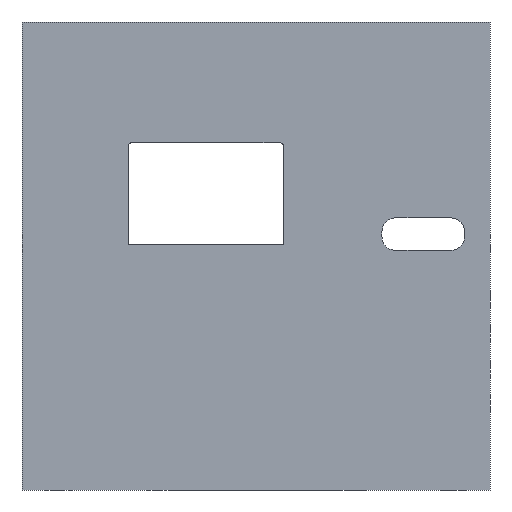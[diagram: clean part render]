
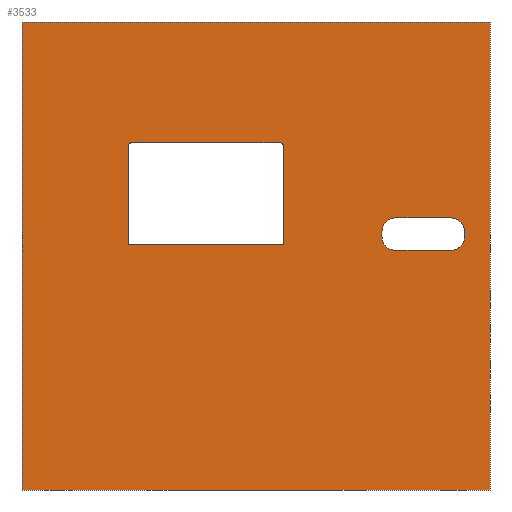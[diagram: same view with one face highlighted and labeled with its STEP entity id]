
A CAD part, front view. The second image highlights one B-rep face of the part: STEP entity #3533.
In plain terms, the highlighted planar face has unit normal (0, -1, 0).
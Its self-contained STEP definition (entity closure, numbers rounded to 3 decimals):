
#159=CIRCLE('',#3803,1.6);
#160=CIRCLE('',#3804,1.6);
#161=CIRCLE('',#3805,1.6);
#162=CIRCLE('',#3806,1.6);
#163=CIRCLE('',#3807,0.4);
#164=CIRCLE('',#3808,0.4);
#202=FACE_BOUND('',#545,.T.);
#203=FACE_BOUND('',#546,.T.);
#361=FACE_OUTER_BOUND('',#544,.T.);
#544=EDGE_LOOP('',(#2987,#2988,#2989,#2990));
#545=EDGE_LOOP('',(#2991,#2992,#2993,#2994,#2995,#2996,#2997,#2998));
#546=EDGE_LOOP('',(#2999,#3000,#3001,#3002,#3003,#3004));
#945=LINE('',#5650,#1357);
#946=LINE('',#5652,#1358);
#947=LINE('',#5654,#1359);
#948=LINE('',#5655,#1360);
#949=LINE('',#5660,#1361);
#950=LINE('',#5664,#1362);
#951=LINE('',#5668,#1363);
#952=LINE('',#5671,#1364);
#953=LINE('',#5674,#1365);
#954=LINE('',#5678,#1366);
#955=LINE('',#5682,#1367);
#956=LINE('',#5683,#1368);
#1357=VECTOR('',#4633,10.);
#1358=VECTOR('',#4634,10.);
#1359=VECTOR('',#4635,10.);
#1360=VECTOR('',#4636,10.);
#1361=VECTOR('',#4639,10.);
#1362=VECTOR('',#4642,10.);
#1363=VECTOR('',#4645,10.);
#1364=VECTOR('',#4648,10.);
#1365=VECTOR('',#4649,10.);
#1366=VECTOR('',#4652,10.);
#1367=VECTOR('',#4655,10.);
#1368=VECTOR('',#4656,10.);
#1708=VERTEX_POINT('',#5648);
#1709=VERTEX_POINT('',#5649);
#1710=VERTEX_POINT('',#5651);
#1711=VERTEX_POINT('',#5653);
#1712=VERTEX_POINT('',#5656);
#1713=VERTEX_POINT('',#5657);
#1714=VERTEX_POINT('',#5659);
#1715=VERTEX_POINT('',#5661);
#1716=VERTEX_POINT('',#5663);
#1717=VERTEX_POINT('',#5665);
#1718=VERTEX_POINT('',#5667);
#1719=VERTEX_POINT('',#5669);
#1720=VERTEX_POINT('',#5672);
#1721=VERTEX_POINT('',#5673);
#1722=VERTEX_POINT('',#5675);
#1723=VERTEX_POINT('',#5677);
#1724=VERTEX_POINT('',#5679);
#1725=VERTEX_POINT('',#5681);
#2177=EDGE_CURVE('',#1708,#1709,#945,.T.);
#2178=EDGE_CURVE('',#1710,#1708,#946,.T.);
#2179=EDGE_CURVE('',#1711,#1710,#947,.T.);
#2180=EDGE_CURVE('',#1709,#1711,#948,.T.);
#2181=EDGE_CURVE('',#1712,#1713,#159,.T.);
#2182=EDGE_CURVE('',#1713,#1714,#949,.T.);
#2183=EDGE_CURVE('',#1714,#1715,#160,.T.);
#2184=EDGE_CURVE('',#1715,#1716,#950,.T.);
#2185=EDGE_CURVE('',#1716,#1717,#161,.T.);
#2186=EDGE_CURVE('',#1717,#1718,#951,.T.);
#2187=EDGE_CURVE('',#1718,#1719,#162,.T.);
#2188=EDGE_CURVE('',#1719,#1712,#952,.T.);
#2189=EDGE_CURVE('',#1720,#1721,#953,.T.);
#2190=EDGE_CURVE('',#1721,#1722,#163,.T.);
#2191=EDGE_CURVE('',#1722,#1723,#954,.T.);
#2192=EDGE_CURVE('',#1723,#1724,#164,.T.);
#2193=EDGE_CURVE('',#1724,#1725,#955,.T.);
#2194=EDGE_CURVE('',#1725,#1720,#956,.T.);
#2987=ORIENTED_EDGE('',*,*,#2177,.F.);
#2988=ORIENTED_EDGE('',*,*,#2178,.F.);
#2989=ORIENTED_EDGE('',*,*,#2179,.F.);
#2990=ORIENTED_EDGE('',*,*,#2180,.F.);
#2991=ORIENTED_EDGE('',*,*,#2181,.T.);
#2992=ORIENTED_EDGE('',*,*,#2182,.T.);
#2993=ORIENTED_EDGE('',*,*,#2183,.T.);
#2994=ORIENTED_EDGE('',*,*,#2184,.T.);
#2995=ORIENTED_EDGE('',*,*,#2185,.T.);
#2996=ORIENTED_EDGE('',*,*,#2186,.T.);
#2997=ORIENTED_EDGE('',*,*,#2187,.T.);
#2998=ORIENTED_EDGE('',*,*,#2188,.T.);
#2999=ORIENTED_EDGE('',*,*,#2189,.T.);
#3000=ORIENTED_EDGE('',*,*,#2190,.T.);
#3001=ORIENTED_EDGE('',*,*,#2191,.T.);
#3002=ORIENTED_EDGE('',*,*,#2192,.T.);
#3003=ORIENTED_EDGE('',*,*,#2193,.T.);
#3004=ORIENTED_EDGE('',*,*,#2194,.T.);
#3369=PLANE('',#3802);
#3533=ADVANCED_FACE('',(#361,#202,#203),#3369,.F.);
#3802=AXIS2_PLACEMENT_3D('',#5647,#4631,#4632);
#3803=AXIS2_PLACEMENT_3D('',#5658,#4637,#4638);
#3804=AXIS2_PLACEMENT_3D('',#5662,#4640,#4641);
#3805=AXIS2_PLACEMENT_3D('',#5666,#4643,#4644);
#3806=AXIS2_PLACEMENT_3D('',#5670,#4646,#4647);
#3807=AXIS2_PLACEMENT_3D('',#5676,#4650,#4651);
#3808=AXIS2_PLACEMENT_3D('',#5680,#4653,#4654);
#4631=DIRECTION('center_axis',(0.,1.,0.));
#4632=DIRECTION('ref_axis',(0.,0.,1.));
#4633=DIRECTION('',(0.,0.,1.));
#4634=DIRECTION('',(-1.,0.,0.));
#4635=DIRECTION('',(0.,0.,-1.));
#4636=DIRECTION('',(1.,0.,0.));
#4637=DIRECTION('center_axis',(0.,1.,0.));
#4638=DIRECTION('ref_axis',(0.,0.,1.));
#4639=DIRECTION('',(1.,0.,0.));
#4640=DIRECTION('center_axis',(0.,1.,0.));
#4641=DIRECTION('ref_axis',(1.,0.,0.));
#4642=DIRECTION('',(0.,0.,-1.));
#4643=DIRECTION('center_axis',(0.,1.,0.));
#4644=DIRECTION('ref_axis',(0.,0.,-1.));
#4645=DIRECTION('',(-1.,0.,0.));
#4646=DIRECTION('center_axis',(0.,1.,0.));
#4647=DIRECTION('ref_axis',(-1.,0.,0.));
#4648=DIRECTION('',(0.,0.,1.));
#4649=DIRECTION('',(0.,0.,1.));
#4650=DIRECTION('center_axis',(0.,1.,0.));
#4651=DIRECTION('ref_axis',(0.,0.,1.));
#4652=DIRECTION('',(1.,0.,0.));
#4653=DIRECTION('center_axis',(0.,1.,0.));
#4654=DIRECTION('ref_axis',(1.,0.,0.));
#4655=DIRECTION('',(0.,0.,-1.));
#4656=DIRECTION('',(-1.,0.,0.));
#5647=CARTESIAN_POINT('Origin',(0.,0.,0.));
#5648=CARTESIAN_POINT('',(-27.,0.,-27.));
#5649=CARTESIAN_POINT('',(-27.,0.,27.));
#5650=CARTESIAN_POINT('',(-27.,0.,-27.));
#5651=CARTESIAN_POINT('',(27.,0.,-27.));
#5652=CARTESIAN_POINT('',(27.,0.,-27.));
#5653=CARTESIAN_POINT('',(27.,0.,27.));
#5654=CARTESIAN_POINT('',(27.,0.,27.));
#5655=CARTESIAN_POINT('',(-27.,0.,27.));
#5656=CARTESIAN_POINT('',(14.53,0.,2.8));
#5657=CARTESIAN_POINT('',(16.13,0.,4.4));
#5658=CARTESIAN_POINT('Origin',(16.13,0.,2.8));
#5659=CARTESIAN_POINT('',(22.47,0.,4.4));
#5660=CARTESIAN_POINT('',(8.065,0.,4.4));
#5661=CARTESIAN_POINT('',(24.07,0.,2.8));
#5662=CARTESIAN_POINT('Origin',(22.47,0.,2.8));
#5663=CARTESIAN_POINT('',(24.07,0.,2.24));
#5664=CARTESIAN_POINT('',(24.07,0.,1.4));
#5665=CARTESIAN_POINT('',(22.47,0.,0.64));
#5666=CARTESIAN_POINT('Origin',(22.47,0.,2.24));
#5667=CARTESIAN_POINT('',(16.13,0.,0.64));
#5668=CARTESIAN_POINT('',(11.235,0.,0.64));
#5669=CARTESIAN_POINT('',(14.53,0.,2.24));
#5670=CARTESIAN_POINT('Origin',(16.13,0.,2.24));
#5671=CARTESIAN_POINT('',(14.53,0.,1.12));
#5672=CARTESIAN_POINT('',(-14.755,0.,1.345));
#5673=CARTESIAN_POINT('',(-14.755,0.,12.655));
#5674=CARTESIAN_POINT('',(-14.755,0.,0.673));
#5675=CARTESIAN_POINT('',(-14.355,0.,13.055));
#5676=CARTESIAN_POINT('Origin',(-14.355,0.,12.655));
#5677=CARTESIAN_POINT('',(2.775,0.,13.055));
#5678=CARTESIAN_POINT('',(-7.178,0.,13.055));
#5679=CARTESIAN_POINT('',(3.175,0.,12.655));
#5680=CARTESIAN_POINT('Origin',(2.775,0.,12.655));
#5681=CARTESIAN_POINT('',(3.175,0.,1.345));
#5682=CARTESIAN_POINT('',(3.175,0.,6.328));
#5683=CARTESIAN_POINT('',(1.587,0.,1.345));
